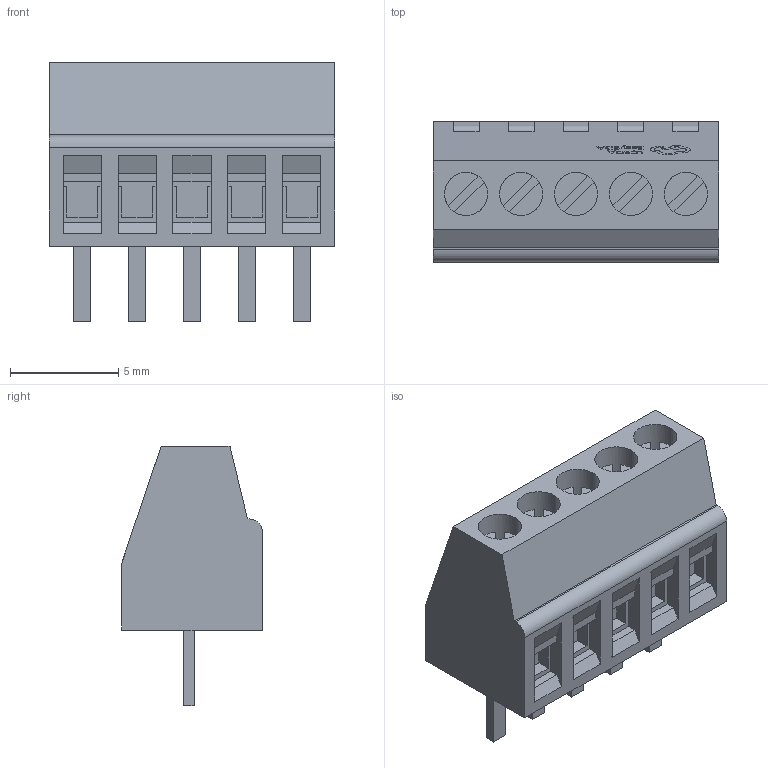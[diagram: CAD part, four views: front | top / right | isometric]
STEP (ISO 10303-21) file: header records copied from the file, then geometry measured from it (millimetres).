
FILE_DESCRIPTION (( 'STEP AP214' ), '1' );
FILE_NAME ('CONN-TH_XY308-2.54-5P.step', '2022-08-03T10:26:27', ( '' ), ( '' ), 'SwSTEP 2.0', 'SolidWorks 2020', '' );
FILE_SCHEMA (( 'AUTOMOTIVE_DESIGN' ));
Length unit declared in the file: millimetre
Products named in the file (1): CONN-TH_XY308-2.54-5P
Bounding box: 13.2 x 6.5 x 12 mm (x, y, z)
Volume: 576.5 mm3; surface area: 615.4 mm2
Topology: 14 solids, 14 shells, 461 faces, 1233 edges, 822 vertices
Faces by surface type: plane 331, bspline 114, cylinder 16
Entity records: 19293 total; most frequent: CARTESIAN_POINT 4879, ORIENTED_EDGE 2466, DIRECTION 1749, EDGE_CURVE 1233, LINE 949, VECTOR 949, VERTEX_POINT 822, EDGE_LOOP 495
